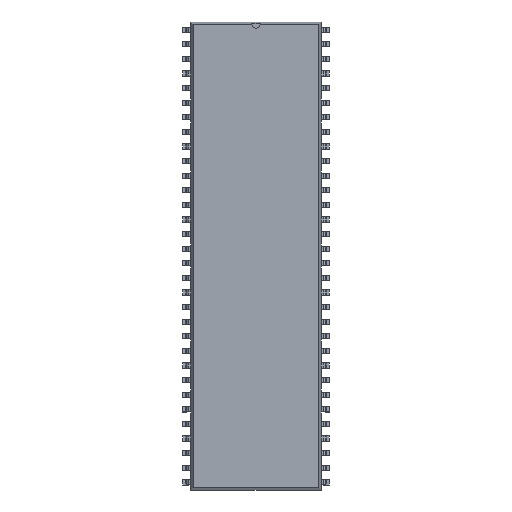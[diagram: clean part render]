
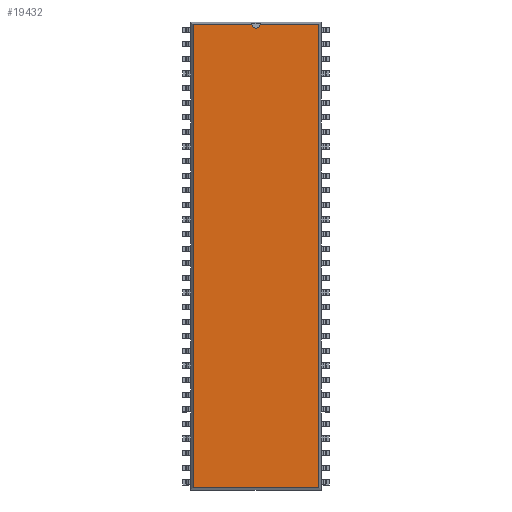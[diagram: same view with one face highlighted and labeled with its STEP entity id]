
A CAD part, top view. The second image highlights one B-rep face of the part: STEP entity #19432.
In plain terms, the highlighted planar face has unit normal (0, 0, 1).
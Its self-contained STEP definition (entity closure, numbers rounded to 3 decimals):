
#27=VECTOR('',#28,1.);
#28=DIRECTION('',(0.,1.,0.));
#34=VECTOR('',#35,1.);
#35=DIRECTION('',(-1.,0.,0.));
#41=VECTOR('',#42,1.);
#42=DIRECTION('',(0.,-1.,0.));
#46=VECTOR('',#47,1.);
#47=DIRECTION('',(1.,0.,0.));
#50=DIRECTION('',(0.,0.,-1.));
#3300=DIRECTION('',(0.,0.,-1.));
#12990=VERTEX_POINT('',#12991);
#12991=CARTESIAN_POINT('',(10.916,40.301,3.68));
#12993=ORIENTED_EDGE('',*,*,#12994,.F.);
#12994=EDGE_CURVE('',#12995,#12990,#12997,.T.);
#12995=VERTEX_POINT('',#12996);
#12996=CARTESIAN_POINT('',(10.916,-40.301,3.68));
#12997=LINE('',#12996,#27);
#16143=VERTEX_POINT('',#16144);
#16144=CARTESIAN_POINT('',(-10.916,40.301,3.68));
#16146=ORIENTED_EDGE('',*,*,#16147,.F.);
#16147=EDGE_CURVE('',#16148,#16143,#16150,.T.);
#16148=VERTEX_POINT('',#16149);
#16149=CARTESIAN_POINT('',(-0.746,40.301,3.68));
#16150=LINE('',#12991,#34);
#16169=VERTEX_POINT('',#16170);
#16170=CARTESIAN_POINT('',(0.746,40.301,3.68));
#16176=ORIENTED_EDGE('',*,*,#16177,.F.);
#16177=EDGE_CURVE('',#12990,#16169,#16150,.T.);
#16281=VERTEX_POINT('',#16282);
#16282=CARTESIAN_POINT('',(-10.916,-40.301,3.68));
#16284=ORIENTED_EDGE('',*,*,#16285,.F.);
#16285=EDGE_CURVE('',#16143,#16281,#16286,.T.);
#16286=LINE('',#16144,#41);
#19427=ORIENTED_EDGE('',*,*,#19428,.F.);
#19428=EDGE_CURVE('',#16281,#12995,#19429,.T.);
#19429=LINE('',#16282,#46);
#19432=ADVANCED_FACE('',(#19433),#19444,.F.);
#19433=FACE_BOUND('',#19434,.F.);
#19434=EDGE_LOOP('',(#12993,#19427,#16284,#16146,#19435,#19442,#16176));
#19435=ORIENTED_EDGE('',*,*,#19436,.F.);
#19436=EDGE_CURVE('',#19437,#16148,#19439,.T.);
#19437=VERTEX_POINT('',#19438);
#19438=CARTESIAN_POINT('',(0.,39.626,3.68));
#19439=CIRCLE('',#19440,0.75);
#19440=AXIS2_PLACEMENT_3D('',#19441,#3300,#42);
#19441=CARTESIAN_POINT('',(0.,40.376,3.68));
#19442=ORIENTED_EDGE('',*,*,#19443,.F.);
#19443=EDGE_CURVE('',#16169,#19437,#19439,.T.);
#19444=PLANE('',#19445);
#19445=AXIS2_PLACEMENT_3D('',#12996,#50,#19446);
#19446=DIRECTION('',(-0.261,0.965,0.));
